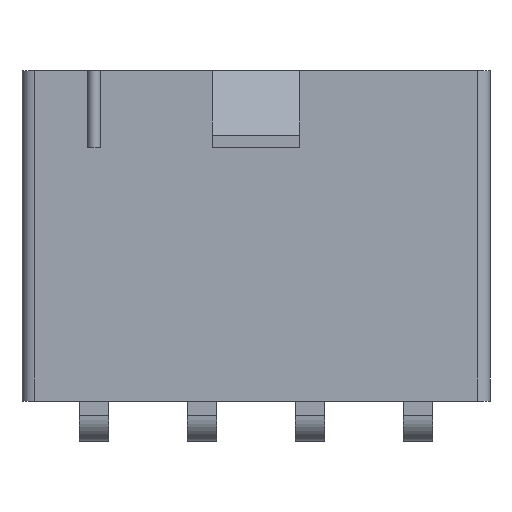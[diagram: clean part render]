
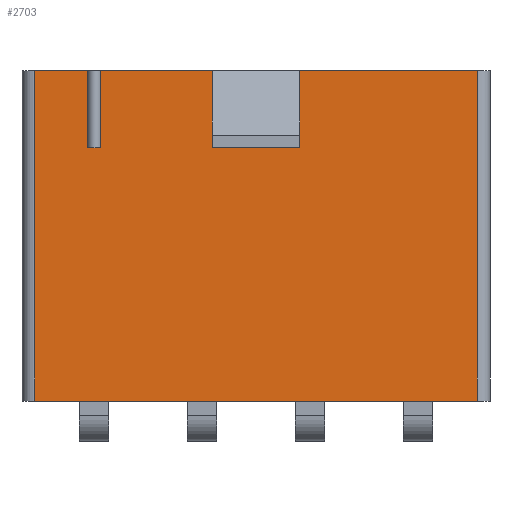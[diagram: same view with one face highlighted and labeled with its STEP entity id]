
A CAD part, front view. The second image highlights one B-rep face of the part: STEP entity #2703.
In plain terms, the highlighted planar face has unit normal (0, -1, 0).
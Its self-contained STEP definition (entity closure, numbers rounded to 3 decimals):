
#19 = ORIENTED_EDGE ( 'NONE', *, *, #226, .F. ) ;
#24 = EDGE_CURVE ( 'NONE', #1454, #2288, #290, .T. ) ;
#75 = CARTESIAN_POINT ( 'NONE',  ( -8.6, -2.75, 0. ) ) ;
#89 = VECTOR ( 'NONE', #2632, 1000. ) ;
#101 = EDGE_CURVE ( 'NONE', #2791, #918, #941, .T. ) ;
#217 = DIRECTION ( 'NONE',  ( 0., 0., 1. ) ) ;
#226 = EDGE_CURVE ( 'NONE', #3015, #2288, #2488, .T. ) ;
#231 = CARTESIAN_POINT ( 'NONE',  ( -1.7, -2.75, 12.85 ) ) ;
#238 = EDGE_CURVE ( 'NONE', #472, #4392, #3553, .T. ) ;
#290 = LINE ( 'NONE', #1269, #450 ) ;
#318 = VECTOR ( 'NONE', #217, 1000. ) ;
#390 = EDGE_CURVE ( 'NONE', #918, #1235, #1671, .T. ) ;
#450 = VECTOR ( 'NONE', #983, 1000. ) ;
#459 = CARTESIAN_POINT ( 'NONE',  ( -9.1, -2.75, 12.85 ) ) ;
#467 = ORIENTED_EDGE ( 'NONE', *, *, #3765, .T. ) ;
#472 = VERTEX_POINT ( 'NONE', #4147 ) ;
#517 = DIRECTION ( 'NONE',  ( 0., 0., 1. ) ) ;
#524 = VECTOR ( 'NONE', #729, 1000. ) ;
#636 = ORIENTED_EDGE ( 'NONE', *, *, #24, .T. ) ;
#664 = CARTESIAN_POINT ( 'NONE',  ( -6.05, -2.75, 12.85 ) ) ;
#674 = VECTOR ( 'NONE', #4285, 1000. ) ;
#729 = DIRECTION ( 'NONE',  ( 1., 0., 0. ) ) ;
#741 = ORIENTED_EDGE ( 'NONE', *, *, #3612, .T. ) ;
#759 = CARTESIAN_POINT ( 'NONE',  ( -6.55, -2.75, 9.85 ) ) ;
#776 = ORIENTED_EDGE ( 'NONE', *, *, #2354, .T. ) ;
#785 = VECTOR ( 'NONE', #2274, 1000. ) ;
#803 = LINE ( 'NONE', #3956, #4454 ) ;
#819 = DIRECTION ( 'NONE',  ( -1., 0., 0. ) ) ;
#887 = CARTESIAN_POINT ( 'NONE',  ( 8.6, -2.75, 12.85 ) ) ;
#918 = VERTEX_POINT ( 'NONE', #3520 ) ;
#941 = LINE ( 'NONE', #3837, #4523 ) ;
#956 = LINE ( 'NONE', #2364, #1701 ) ;
#983 = DIRECTION ( 'NONE',  ( 0., 0., 1. ) ) ;
#1148 = CARTESIAN_POINT ( 'NONE',  ( -1.7, -2.75, 12.85 ) ) ;
#1193 = VERTEX_POINT ( 'NONE', #231 ) ;
#1235 = VERTEX_POINT ( 'NONE', #2309 ) ;
#1268 = EDGE_LOOP ( 'NONE', ( #2189, #3781, #4221, #4530, #4089, #776, #3400, #467, #4177, #636, #19, #741 ) ) ;
#1269 = CARTESIAN_POINT ( 'NONE',  ( -6.55, -2.75, 9.85 ) ) ;
#1277 = EDGE_CURVE ( 'NONE', #1454, #4512, #4119, .T. ) ;
#1454 = VERTEX_POINT ( 'NONE', #759 ) ;
#1460 = EDGE_CURVE ( 'NONE', #2167, #1193, #3262, .T. ) ;
#1516 = EDGE_CURVE ( 'NONE', #472, #2360, #803, .T. ) ;
#1532 = CARTESIAN_POINT ( 'NONE',  ( -9.1, -2.75, 12.85 ) ) ;
#1605 = LINE ( 'NONE', #1927, #785 ) ;
#1658 = CARTESIAN_POINT ( 'NONE',  ( -9.1, -2.75, 12.85 ) ) ;
#1671 = LINE ( 'NONE', #887, #318 ) ;
#1701 = VECTOR ( 'NONE', #4170, 1000. ) ;
#1789 = CARTESIAN_POINT ( 'NONE',  ( 1.7, -2.75, 9.85 ) ) ;
#1927 = CARTESIAN_POINT ( 'NONE',  ( -8.6, -2.75, 12.85 ) ) ;
#2157 = VECTOR ( 'NONE', #819, 1000. ) ;
#2161 = DIRECTION ( 'NONE',  ( 1., 0., 0. ) ) ;
#2167 = VERTEX_POINT ( 'NONE', #664 ) ;
#2189 = ORIENTED_EDGE ( 'NONE', *, *, #101, .T. ) ;
#2214 = DIRECTION ( 'NONE',  ( 0., 0., 1. ) ) ;
#2274 = DIRECTION ( 'NONE',  ( 0., 0., -1. ) ) ;
#2288 = VERTEX_POINT ( 'NONE', #4022 ) ;
#2309 = CARTESIAN_POINT ( 'NONE',  ( 8.6, -2.75, 12.85 ) ) ;
#2354 = EDGE_CURVE ( 'NONE', #4392, #1193, #2533, .T. ) ;
#2360 = VERTEX_POINT ( 'NONE', #3676 ) ;
#2364 = CARTESIAN_POINT ( 'NONE',  ( -6.05, -2.75, 9.85 ) ) ;
#2488 = LINE ( 'NONE', #3908, #524 ) ;
#2489 = CARTESIAN_POINT ( 'NONE',  ( -1.7, -2.75, 9.85 ) ) ;
#2533 = LINE ( 'NONE', #1148, #4428 ) ;
#2548 = PLANE ( 'NONE',  #3614 ) ;
#2595 = VECTOR ( 'NONE', #3745, 1000. ) ;
#2632 = DIRECTION ( 'NONE',  ( 1., 0., 0. ) ) ;
#2703 = ADVANCED_FACE ( 'NONE', ( #3320 ), #2548, .F. ) ;
#2791 = VERTEX_POINT ( 'NONE', #75 ) ;
#2925 = DIRECTION ( 'NONE',  ( 0., 0., 1. ) ) ;
#3015 = VERTEX_POINT ( 'NONE', #3180 ) ;
#3180 = CARTESIAN_POINT ( 'NONE',  ( -8.6, -2.75, 12.85 ) ) ;
#3262 = LINE ( 'NONE', #459, #674 ) ;
#3320 = FACE_OUTER_BOUND ( 'NONE', #1268, .T. ) ;
#3400 = ORIENTED_EDGE ( 'NONE', *, *, #1460, .F. ) ;
#3520 = CARTESIAN_POINT ( 'NONE',  ( 8.6, -2.75, 0. ) ) ;
#3553 = LINE ( 'NONE', #1789, #2157 ) ;
#3612 = EDGE_CURVE ( 'NONE', #3015, #2791, #1605, .T. ) ;
#3614 = AXIS2_PLACEMENT_3D ( 'NONE', #1532, #4320, #2925 ) ;
#3676 = CARTESIAN_POINT ( 'NONE',  ( 1.7, -2.75, 12.85 ) ) ;
#3745 = DIRECTION ( 'NONE',  ( 1., 0., 0. ) ) ;
#3765 = EDGE_CURVE ( 'NONE', #2167, #4512, #956, .T. ) ;
#3781 = ORIENTED_EDGE ( 'NONE', *, *, #390, .T. ) ;
#3791 = LINE ( 'NONE', #1658, #2595 ) ;
#3837 = CARTESIAN_POINT ( 'NONE',  ( -9.1, -2.75, 0. ) ) ;
#3908 = CARTESIAN_POINT ( 'NONE',  ( -9.1, -2.75, 12.85 ) ) ;
#3956 = CARTESIAN_POINT ( 'NONE',  ( 1.7, -2.75, 12.85 ) ) ;
#3995 = CARTESIAN_POINT ( 'NONE',  ( -6.05, -2.75, 9.85 ) ) ;
#4022 = CARTESIAN_POINT ( 'NONE',  ( -6.55, -2.75, 12.85 ) ) ;
#4089 = ORIENTED_EDGE ( 'NONE', *, *, #238, .T. ) ;
#4097 = CARTESIAN_POINT ( 'NONE',  ( -9.1, -2.75, 9.85 ) ) ;
#4119 = LINE ( 'NONE', #4097, #89 ) ;
#4147 = CARTESIAN_POINT ( 'NONE',  ( 1.7, -2.75, 9.85 ) ) ;
#4170 = DIRECTION ( 'NONE',  ( 0., 0., -1. ) ) ;
#4177 = ORIENTED_EDGE ( 'NONE', *, *, #1277, .F. ) ;
#4221 = ORIENTED_EDGE ( 'NONE', *, *, #4300, .F. ) ;
#4285 = DIRECTION ( 'NONE',  ( 1., 0., 0. ) ) ;
#4300 = EDGE_CURVE ( 'NONE', #2360, #1235, #3791, .T. ) ;
#4320 = DIRECTION ( 'NONE',  ( 0., 1., 0. ) ) ;
#4392 = VERTEX_POINT ( 'NONE', #2489 ) ;
#4428 = VECTOR ( 'NONE', #517, 1000. ) ;
#4454 = VECTOR ( 'NONE', #2214, 1000. ) ;
#4512 = VERTEX_POINT ( 'NONE', #3995 ) ;
#4523 = VECTOR ( 'NONE', #2161, 1000. ) ;
#4530 = ORIENTED_EDGE ( 'NONE', *, *, #1516, .F. ) ;
